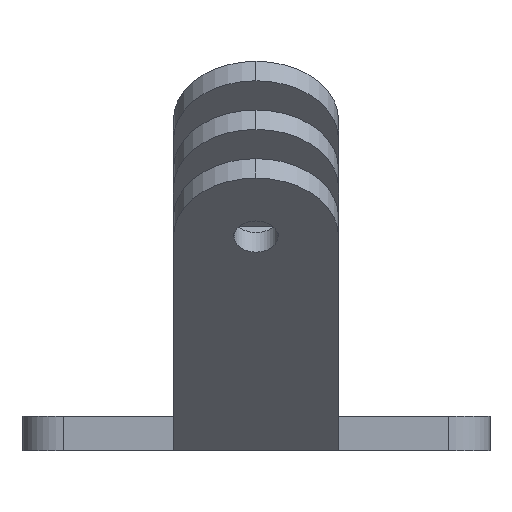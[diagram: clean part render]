
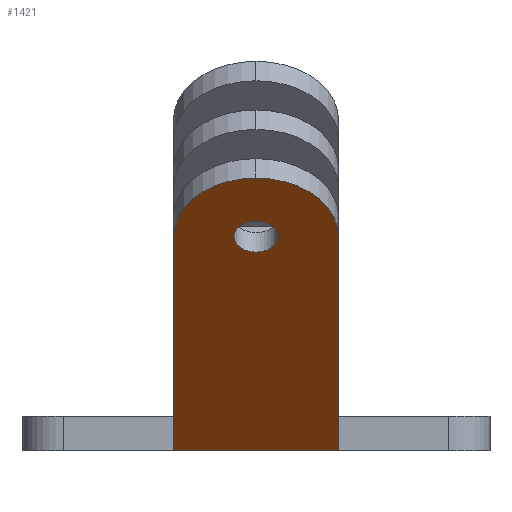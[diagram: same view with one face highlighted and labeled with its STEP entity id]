
A CAD part, front view. The second image highlights one B-rep face of the part: STEP entity #1421.
In plain terms, the highlighted planar face has unit normal (0, -0.707, -0.707).
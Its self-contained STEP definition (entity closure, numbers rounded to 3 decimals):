
#430 = VERTEX_POINT('',#431);
#431 = CARTESIAN_POINT('',(-6.,-75.,0.));
#886 = EDGE_CURVE('',#887,#430,#889,.T.);
#887 = VERTEX_POINT('',#888);
#888 = CARTESIAN_POINT('',(6.,-75.,0.));
#889 = LINE('',#890,#891);
#890 = CARTESIAN_POINT('',(6.,-75.,0.));
#891 = VECTOR('',#892,1.);
#892 = DIRECTION('',(-1.,0.,0.));
#1003 = EDGE_CURVE('',#430,#1004,#1006,.T.);
#1004 = VERTEX_POINT('',#1005);
#1005 = CARTESIAN_POINT('',(-6.,-90.556,15.556));
#1006 = LINE('',#1007,#1008);
#1007 = CARTESIAN_POINT('',(-6.,-75.,0.));
#1008 = VECTOR('',#1009,1.);
#1009 = DIRECTION('',(0.,-0.707,0.707));
#1421 = ADVANCED_FACE('',(#1422,#1450),#1461,.F.);
#1422 = FACE_BOUND('',#1423,.F.);
#1423 = EDGE_LOOP('',(#1424,#1432,#1433,#1434,#1443));
#1424 = ORIENTED_EDGE('',*,*,#1425,.F.);
#1425 = EDGE_CURVE('',#887,#1426,#1428,.T.);
#1426 = VERTEX_POINT('',#1427);
#1427 = CARTESIAN_POINT('',(6.,-90.556,15.556));
#1428 = LINE('',#1429,#1430);
#1429 = CARTESIAN_POINT('',(6.,-75.,0.));
#1430 = VECTOR('',#1431,1.);
#1431 = DIRECTION('',(0.,-0.707,0.707));
#1432 = ORIENTED_EDGE('',*,*,#886,.T.);
#1433 = ORIENTED_EDGE('',*,*,#1003,.T.);
#1434 = ORIENTED_EDGE('',*,*,#1435,.T.);
#1435 = EDGE_CURVE('',#1004,#1436,#1438,.T.);
#1436 = VERTEX_POINT('',#1437);
#1437 = CARTESIAN_POINT('',(0.,-94.799,19.799));
#1438 = CIRCLE('',#1439,6.);
#1439 = AXIS2_PLACEMENT_3D('',#1440,#1441,#1442);
#1440 = CARTESIAN_POINT('',(0.,-90.556,15.556));
#1441 = DIRECTION('',(0.,0.707,0.707));
#1442 = DIRECTION('',(-1.,0.,0.));
#1443 = ORIENTED_EDGE('',*,*,#1444,.T.);
#1444 = EDGE_CURVE('',#1436,#1426,#1445,.T.);
#1445 = CIRCLE('',#1446,6.);
#1446 = AXIS2_PLACEMENT_3D('',#1447,#1448,#1449);
#1447 = CARTESIAN_POINT('',(0.,-90.556,15.556));
#1448 = DIRECTION('',(0.,0.707,0.707));
#1449 = DIRECTION('',(-1.,0.,0.));
#1450 = FACE_BOUND('',#1451,.F.);
#1451 = EDGE_LOOP('',(#1452));
#1452 = ORIENTED_EDGE('',*,*,#1453,.F.);
#1453 = EDGE_CURVE('',#1454,#1454,#1456,.T.);
#1454 = VERTEX_POINT('',#1455);
#1455 = CARTESIAN_POINT('',(-1.6,-90.556,15.556));
#1456 = CIRCLE('',#1457,1.6);
#1457 = AXIS2_PLACEMENT_3D('',#1458,#1459,#1460);
#1458 = CARTESIAN_POINT('',(0.,-90.556,15.556));
#1459 = DIRECTION('',(0.,0.707,0.707));
#1460 = DIRECTION('',(-1.,0.,0.));
#1461 = PLANE('',#1462);
#1462 = AXIS2_PLACEMENT_3D('',#1463,#1464,#1465);
#1463 = CARTESIAN_POINT('',(6.,-75.,0.));
#1464 = DIRECTION('',(0.,0.707,0.707));
#1465 = DIRECTION('',(0.,-0.707,0.707));
